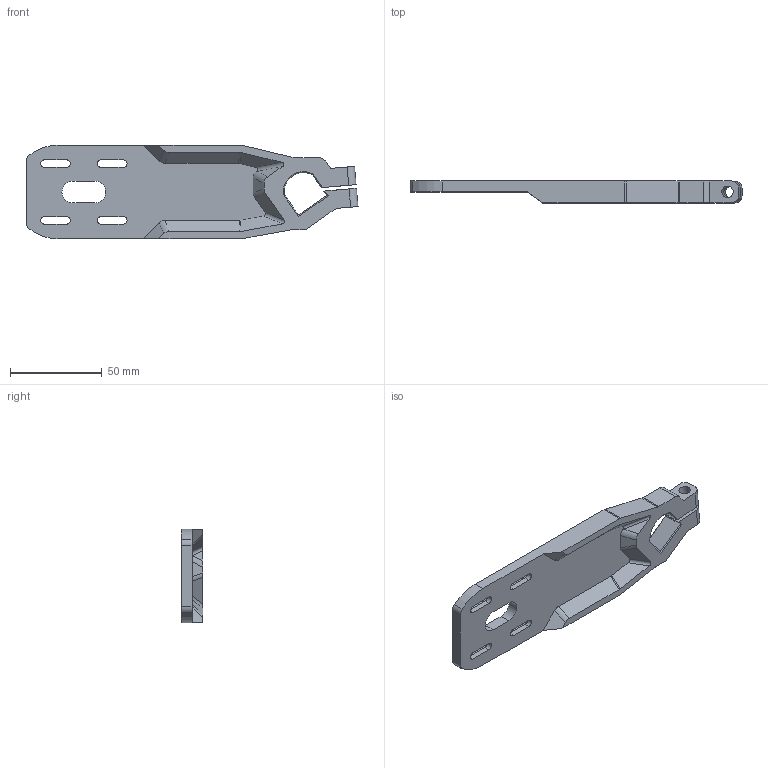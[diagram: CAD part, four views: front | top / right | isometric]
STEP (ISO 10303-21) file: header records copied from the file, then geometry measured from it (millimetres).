
FILE_DESCRIPTION(/* description */ (''),/* implementation_level */ '2;1');
FILE_NAME(/* name */ 'left forward.stp',/* time_stamp */ '2025-08-13T22:58:45-07:00',/* author */ ('devan'),/* organization */ (''),/* preprocessor_version */ 'ST-DEVELOPER v20',/* originating_system */ 'Autodesk Inventor 2025',/* authorisation */ '');
FILE_SCHEMA (('AUTOMOTIVE_DESIGN { 1 0 10303 214 3 1 1 }','PROCESS_PLANNING_SCHEMA'));
Length unit declared in the file: millimetre
Products named in the file (1): new mount
Bounding box: 181.36 x 12 x 51.2 mm (x, y, z)
Volume: 55729.3 mm3; surface area: 21921.2 mm2
Topology: 1 solids, 1 shells, 120 faces, 323 edges, 217 vertices
Faces by surface type: plane 65, cylinder 43, cone 10, bspline 2
Full cylindrical faces by diameter (mm): 6.3 x2
Entity records: 3838 total; most frequent: CARTESIAN_POINT 711, DIRECTION 645, ORIENTED_EDGE 626, EDGE_CURVE 313, LINE 215, VECTOR 215, AXIS2_PLACEMENT_3D 215, VERTEX_POINT 195
